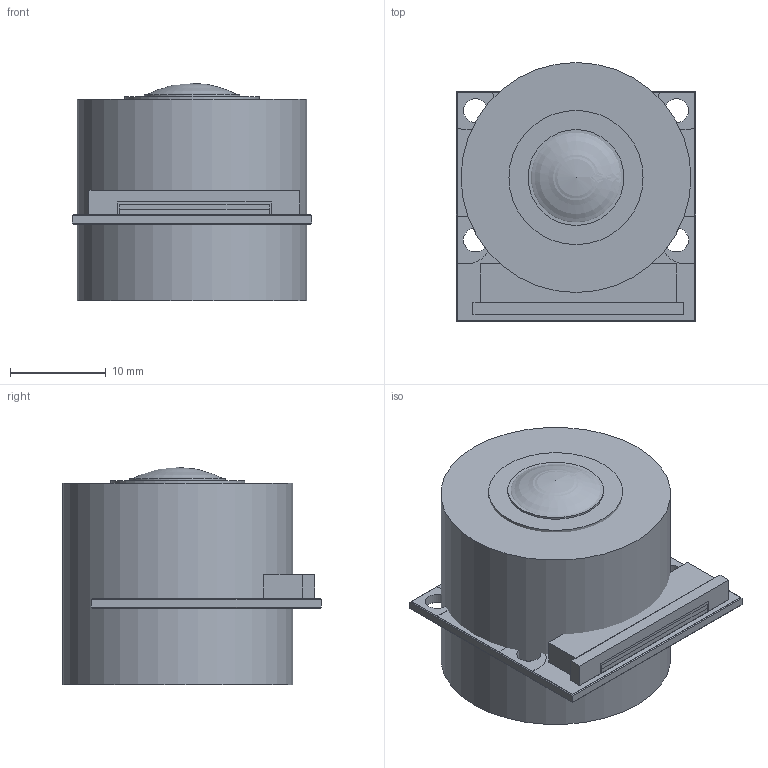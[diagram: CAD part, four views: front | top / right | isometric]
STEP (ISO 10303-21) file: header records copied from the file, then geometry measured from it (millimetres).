
FILE_DESCRIPTION(('FreeCAD Model'),'2;1');
FILE_NAME('Wide-170-Angle-Raspi-Camera.step', '2017-12-16T15:09:33',('Author'),(''), 'Open CASCADE STEP processor 7.1','FreeCAD','Unknown');
FILE_SCHEMA(('AUTOMOTIVE_DESIGN { 1 0 10303 214 1 1 1 1 }'));
Length unit declared in the file: millimetre
Products named in the file (34): Platine; Glasfaser; Leitschicht_unten; Leitschicht_oben; Beschichtung_o; Beschichtung_u; LinsenBasis; Body; M1.6x4-Screw001; M1.6x4-Screw; Linsenkoerper; Zylinder001; Cut001; Torus; Chamfer001; Cut; Zylinder003; Zylinder002; Zylinder; Fusion001; Fusion; Zylinder004; Cut002; Kugel; Zylinder005; Cut003; Stecker; Würfel001; Würfel002; Cut004; Würfel003; Würfel; Fusion002; Chamfer002
Assembly tree (30 placements, depth 2):
  Platine
    Glasfaser
    Leitschicht_unten
    Leitschicht_oben
    Beschichtung_o
    Beschichtung_u
  LinsenBasis
    Body
    M1.6x4-Screw001
    M1.6x4-Screw
  Linsenkoerper
    Zylinder001
    Cut001
    Torus
    Chamfer001
    Cut
    Zylinder003
    Zylinder002
    Zylinder
    Fusion001
    Fusion
    Zylinder004
    Cut002
    Kugel
    Zylinder005
    Cut003
  Stecker
    Würfel001
    Würfel002
    Cut004
    Würfel003
    Würfel
    Fusion002
    Chamfer002
Bounding box: 25 x 27 x 22.68 mm (x, y, z)
Surface area: 17841.4 mm2
Topology: 30 solids, 30 shells, 315 faces, 689 edges, 442 vertices
Faces by surface type: plane 221, cylinder 64, cone 20, sphere 4, torus 4, revolution 2
Full cylindrical faces by diameter (mm): 1.1 x2, 1.6 x4, 2.5 x12, 3.2 x2, 9 x4, 10 x2, 10.5 x9, 12.6 x6, 12.75 x1, 14 x7, 24 x1
Entity records: 19321 total; most frequent: CARTESIAN_POINT 4000, DIRECTION 2781, LINE 1466, VECTOR 1466, ORIENTED_EDGE 1362, PCURVE 1362, DEFINITIONAL_REPRESENTATION 1362, EDGE_CURVE 681
